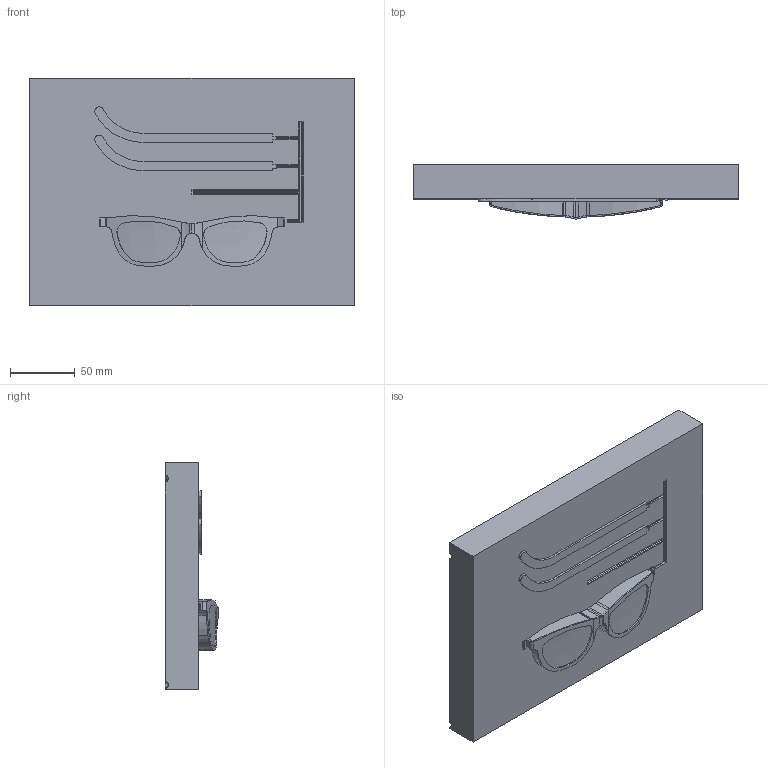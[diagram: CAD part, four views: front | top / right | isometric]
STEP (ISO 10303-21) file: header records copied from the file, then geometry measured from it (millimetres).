
FILE_DESCRIPTION (( 'STEP AP214' ), '1' );
FILE_NAME ('core.STEP', '2025-01-14T16:29:57', ( '' ), ( '' ), 'SwSTEP 2.0', 'SolidWorks 2022', '' );
FILE_SCHEMA (( 'AUTOMOTIVE_DESIGN' ));
Length unit declared in the file: millimetre
Products named in the file (1): core
Bounding box: 250 x 41.52 x 175 mm (x, y, z)
Volume: 1156042.9 mm3; surface area: 122362.5 mm2
Topology: 1 solids, 1 shells, 221 faces, 593 edges, 378 vertices
Faces by surface type: bspline 70, plane 66, cylinder 59, torus 26
Entity records: 11705 total; most frequent: CARTESIAN_POINT 6495, ORIENTED_EDGE 1186, DIRECTION 918, EDGE_CURVE 593, VERTEX_POINT 378, AXIS2_PLACEMENT_3D 310, LINE 298, VECTOR 298
